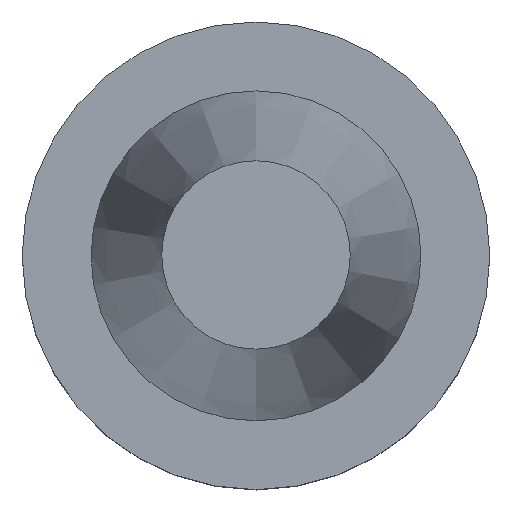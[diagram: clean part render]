
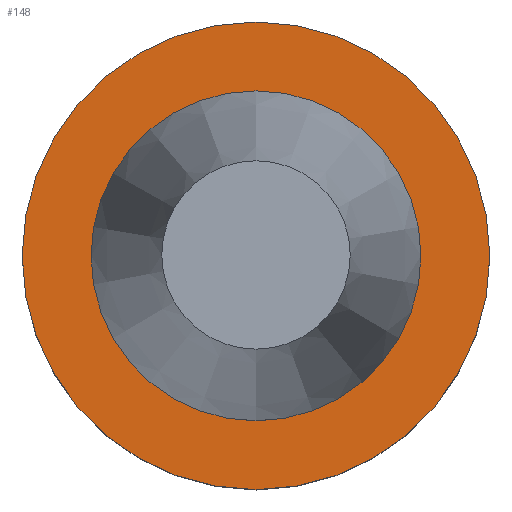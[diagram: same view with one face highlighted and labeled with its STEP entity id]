
A CAD part, top view. The second image highlights one B-rep face of the part: STEP entity #148.
In plain terms, the highlighted planar face has unit normal (0, 0, 1).
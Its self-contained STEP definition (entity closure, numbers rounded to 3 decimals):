
#148=ADVANCED_FACE('Unnamed[1]',(#311,#312),#313,.T.);
#170=EDGE_CURVE('Unnamed[1]',#347,#347,#348,.T.);
#174=EDGE_CURVE('Unnamed[1]',#353,#353,#354,.T.);
#311=FACE_OUTER_BOUND('',#513,.T.);
#312=FACE_BOUND('',#514,.T.);
#313=PLANE('',#515);
#347=VERTEX_POINT('',#558);
#348=CIRCLE('',#559,22.225);
#353=VERTEX_POINT('',#566);
#354=CIRCLE('',#567,31.5);
#513=EDGE_LOOP('',(#700));
#514=EDGE_LOOP('',(#701));
#515=AXIS2_PLACEMENT_3D('',#702,#703,#704);
#558=CARTESIAN_POINT('',(0.,22.225,-1.));
#559=AXIS2_PLACEMENT_3D('',#741,#742,#743);
#566=CARTESIAN_POINT('',(0.,31.5,-1.));
#567=AXIS2_PLACEMENT_3D('',#747,#748,#749);
#700=ORIENTED_EDGE('',*,*,#174,.F.);
#701=ORIENTED_EDGE('',*,*,#170,.T.);
#702=CARTESIAN_POINT('',(0.,26.862,-1.));
#703=DIRECTION('',(0.,0.,1.0));
#704=DIRECTION('',(0.,-1.0,0.));
#741=CARTESIAN_POINT('',(0.,0.,-1.));
#742=DIRECTION('',(0.,0.,-1.0));
#743=DIRECTION('',(0.,1.0,0.));
#747=CARTESIAN_POINT('',(0.,0.,-1.));
#748=DIRECTION('',(0.,0.,-1.0));
#749=DIRECTION('',(0.,1.0,0.));
